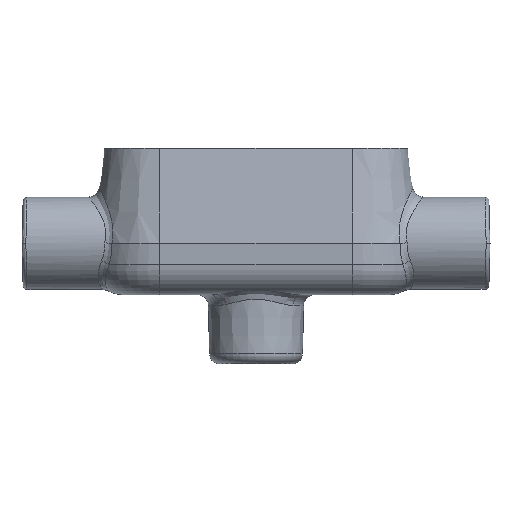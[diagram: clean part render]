
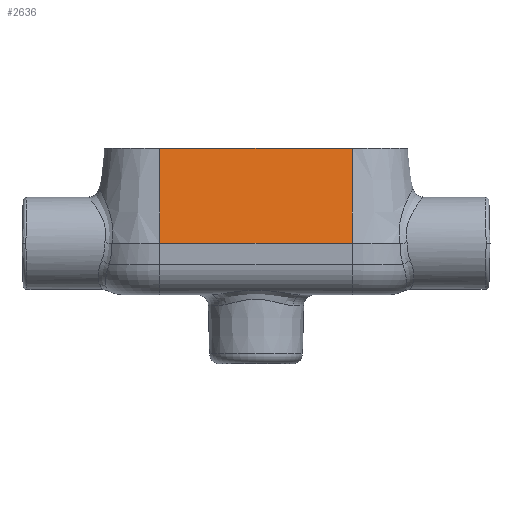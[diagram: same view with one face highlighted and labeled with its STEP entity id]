
A CAD part, front view. The second image highlights one B-rep face of the part: STEP entity #2636.
In plain terms, the highlighted planar face has unit normal (0, -0.99, 0.139).
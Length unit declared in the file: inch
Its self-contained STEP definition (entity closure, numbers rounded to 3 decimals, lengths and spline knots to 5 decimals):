
#153=PLANE('',#2899);
#298=FACE_OUTER_BOUND('',#453,.T.);
#453=EDGE_LOOP('',(#2060,#2061,#2062,#2063));
#617=LINE('',#5062,#738);
#627=LINE('',#5642,#748);
#628=LINE('',#5877,#749);
#629=LINE('',#5880,#750);
#738=VECTOR('',#3375,2.345);
#748=VECTOR('',#3455,1.16837);
#749=VECTOR('',#3458,1.16837);
#750=VECTOR('',#3463,2.345);
#1149=VERTEX_POINT('',#4558);
#1156=VERTEX_POINT('',#4859);
#1187=VERTEX_POINT('',#5640);
#1188=VERTEX_POINT('',#5876);
#1474=EDGE_CURVE('',#1149,#1156,#617,.F.);
#1518=EDGE_CURVE('',#1187,#1149,#627,.T.);
#1520=EDGE_CURVE('',#1188,#1156,#628,.T.);
#1522=EDGE_CURVE('',#1187,#1188,#629,.T.);
#2060=ORIENTED_EDGE('',*,*,#1520,.T.);
#2061=ORIENTED_EDGE('',*,*,#1474,.F.);
#2062=ORIENTED_EDGE('',*,*,#1518,.F.);
#2063=ORIENTED_EDGE('',*,*,#1522,.T.);
#2636=ADVANCED_FACE('',(#298),#153,.T.);
#2899=AXIS2_PLACEMENT_3D('',#5879,#3461,#3462);
#3375=DIRECTION('',(1.,0.,0.));
#3455=DIRECTION('',(0.,-0.139,-0.99));
#3458=DIRECTION('',(0.,-0.139,-0.99));
#3461=DIRECTION('center_axis',(0.,-0.99,
0.139));
#3462=DIRECTION('ref_axis',(0.,-0.139,-0.99));
#3463=DIRECTION('',(-1.,0.,0.));
#4558=CARTESIAN_POINT('',(1.1725,-0.83411,0.));
#4859=CARTESIAN_POINT('',(-1.1725,-0.83411,0.));
#5062=CARTESIAN_POINT('',(-1.1725,-0.83411,0.));
#5640=CARTESIAN_POINT('',(1.1725,-0.6715,1.157));
#5642=CARTESIAN_POINT('',(1.1725,-0.6715,1.157));
#5876=CARTESIAN_POINT('',(-1.1725,-0.6715,1.157));
#5877=CARTESIAN_POINT('',(-1.1725,-0.6715,1.157));
#5879=CARTESIAN_POINT('Origin',(1.1725,-0.83411,0.));
#5880=CARTESIAN_POINT('',(1.1725,-0.6715,1.157));
